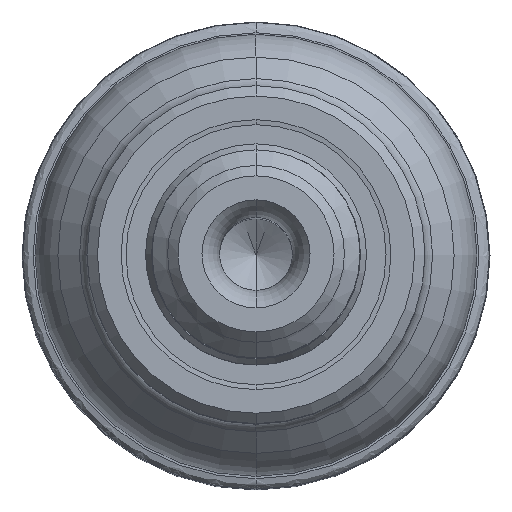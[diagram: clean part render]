
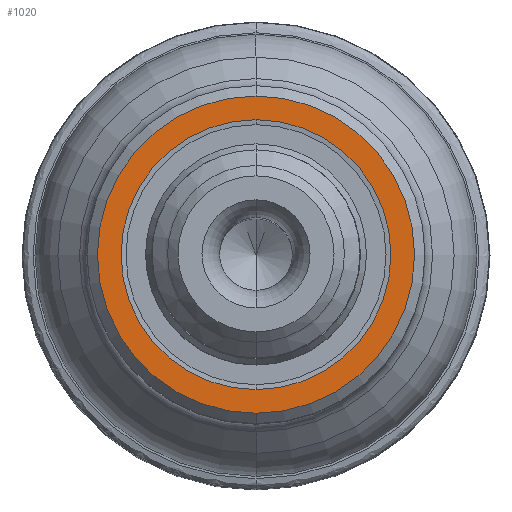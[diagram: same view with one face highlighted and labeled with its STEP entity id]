
A CAD part, top view. The second image highlights one B-rep face of the part: STEP entity #1020.
In plain terms, the highlighted face is planar.
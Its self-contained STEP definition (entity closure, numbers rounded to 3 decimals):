
#95=CARTESIAN_POINT('',(0.,0.,0.));
#96=DIRECTION('',(0.,0.,-1.));
#97=DIRECTION('',(0.,1.,0.));
#98=AXIS2_PLACEMENT_3D('',#95,#96,#97);
#103=CARTESIAN_POINT('',(0.,0.,0.));
#104=DIRECTION('',(0.,0.,1.));
#105=DIRECTION('',(0.,1.,0.));
#106=AXIS2_PLACEMENT_3D('',#103,#104,#105);
#125=CARTESIAN_POINT('',(0.,0.,0.));
#126=DIRECTION('',(0.,0.,1.));
#127=DIRECTION('',(0.,1.,0.));
#128=AXIS2_PLACEMENT_3D('',#125,#126,#127);
#133=CARTESIAN_POINT('',(0.,0.,0.));
#134=DIRECTION('',(0.,0.,-1.));
#135=DIRECTION('',(0.,1.,0.));
#136=AXIS2_PLACEMENT_3D('',#133,#134,#135);
#847=CARTESIAN_POINT('',(0.,6.1,0.));
#849=VERTEX_POINT('',#847);
#877=CARTESIAN_POINT('',(0.,-6.1,0.));
#879=VERTEX_POINT('',#877);
#881=CARTESIAN_POINT('',(0.,5.19,0.));
#882=CARTESIAN_POINT('',(0.,-5.19,0.));
#883=VERTEX_POINT('',#881);
#884=VERTEX_POINT('',#882);
#1005=CARTESIAN_POINT('',(0.,0.,0.));
#1006=DIRECTION('',(0.,0.,-1.));
#1007=DIRECTION('',(0.,-1.,0.));
#1008=AXIS2_PLACEMENT_3D('',#1005,#1006,#1007);
#1009=PLANE('',#1008);
#1011=ORIENTED_EDGE('',*,*,#1010,.T.);
#1013=ORIENTED_EDGE('',*,*,#1012,.F.);
#1014=EDGE_LOOP('',(#1011,#1013));
#1015=FACE_OUTER_BOUND('',#1014,.F.);
#1016=ORIENTED_EDGE('',*,*,#987,.T.);
#1017=ORIENTED_EDGE('',*,*,#972,.F.);
#1018=EDGE_LOOP('',(#1016,#1017));
#1019=FACE_BOUND('',#1018,.F.);
#1020=ADVANCED_FACE('',(#1015,#1019),#1009,.T.);
#99=CIRCLE('',#98,5.19);
#107=CIRCLE('',#106,5.19);
#129=CIRCLE('',#128,6.1);
#137=CIRCLE('',#136,6.1);
#972=EDGE_CURVE('',#883,#884,#107,.T.);
#987=EDGE_CURVE('',#883,#884,#99,.T.);
#1010=EDGE_CURVE('',#849,#879,#129,.T.);
#1012=EDGE_CURVE('',#849,#879,#137,.T.);
